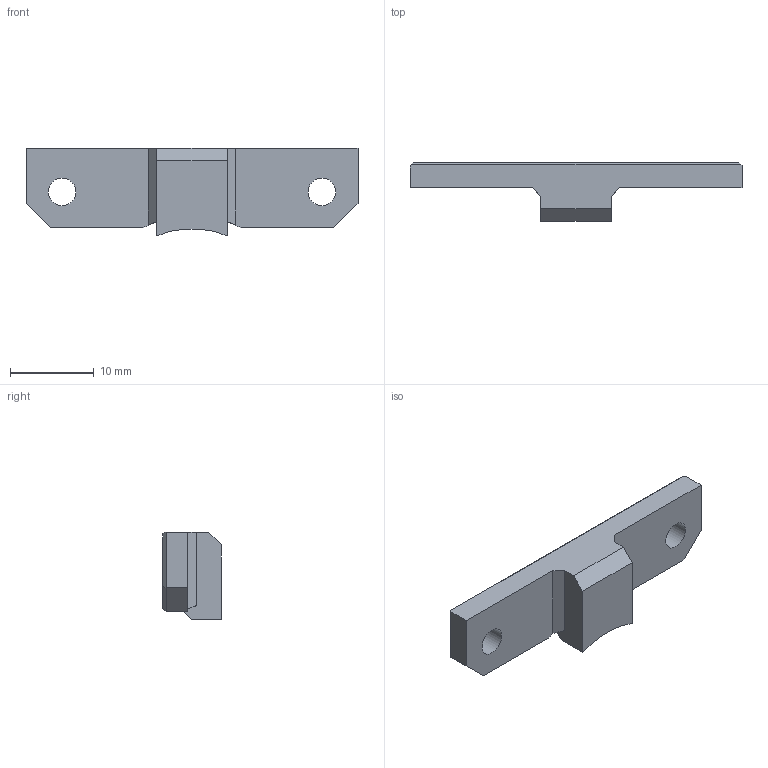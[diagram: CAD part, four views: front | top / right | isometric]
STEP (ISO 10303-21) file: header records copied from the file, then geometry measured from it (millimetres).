
FILE_DESCRIPTION(/* description */ (''),/* implementation_level */ '2;1');
FILE_NAME(/* name */ 'z_motor_mount_front.step',/* time_stamp */ '2018-01-18T13:08:05+01:00',/* author */ (''),/* organization */ (''),/* preprocessor_version */ 'ST-DEVELOPER v16.13',/* originating_system */ 'Autodesk Translation Framework v6.5.0.72',/* authorisation */ '');
FILE_SCHEMA (('AUTOMOTIVE_DESIGN { 1 0 10303 214 3 1 1 }'));
Length unit declared in the file: millimetre
Products named in the file (1): z_motor_mount_front
Bounding box: 39.6 x 7 x 10.43 mm (x, y, z)
Volume: 1356.3 mm3; surface area: 1224.9 mm2
Topology: 1 solids, 3 shells, 61 faces, 147 edges, 94 vertices
Faces by surface type: plane 47, cylinder 8, cone 6
Full cylindrical faces by diameter (mm): 1.5 x2, 3.3 x2
Entity records: 1796 total; most frequent: CARTESIAN_POINT 325, ORIENTED_EDGE 294, DIRECTION 286, EDGE_CURVE 147, LINE 116, VECTOR 116, VERTEX_POINT 94, AXIS2_PLACEMENT_3D 85
